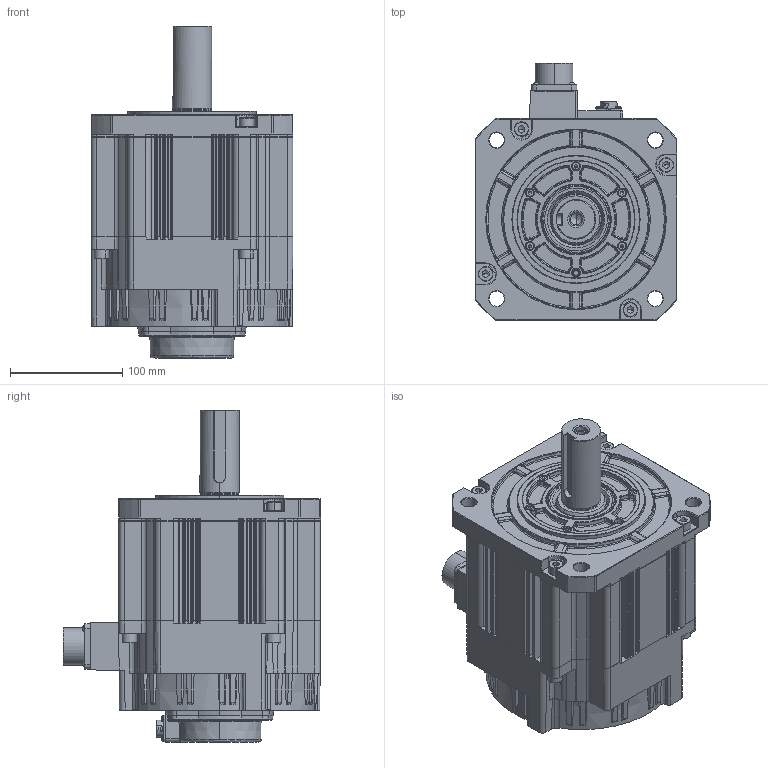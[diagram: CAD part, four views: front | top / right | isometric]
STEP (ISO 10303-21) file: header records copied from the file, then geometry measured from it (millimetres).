
FILE_DESCRIPTION (( 'STEP AP203' ), '1' );
FILE_NAME ('SV-X2MG290S-B4LA.STEP', '2021-10-12T13:34:02', ( 'China' ), ( 'Microsoft' ), 'SwSTEP 2.0', 'SolidWorks 2016', '' );
FILE_SCHEMA (( 'CONFIG_CONTROL_DESIGN' ));
Length unit declared in the file: millimetre
Products named in the file (1): SV-X2MG290S-B4LA
Bounding box: 180 x 229.25 x 296 mm (x, y, z)
Volume: 5432866.2 mm3; surface area: 273467 mm2
Topology: 1 solids, 46 shells, 3045 faces, 7691 edges, 4752 vertices
Faces by surface type: plane 1055, cylinder 982, cone 480, bspline 240, torus 188, sphere 100
Entity records: 106818 total; most frequent: CARTESIAN_POINT 36344, ORIENTED_EDGE 15134, DIRECTION 14420, EDGE_CURVE 7567, AXIS2_PLACEMENT_3D 5652, VERTEX_POINT 4724, EDGE_LOOP 3213, LINE 3116
